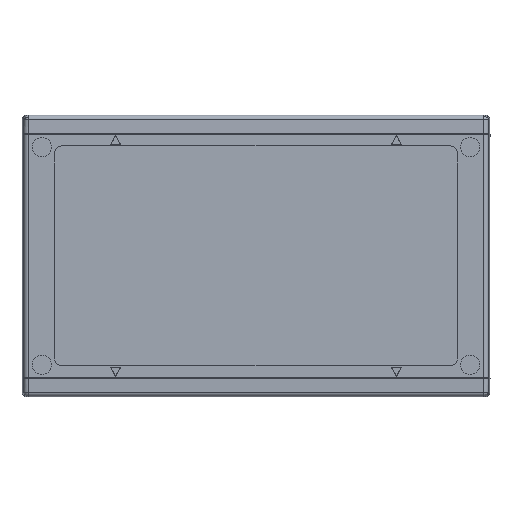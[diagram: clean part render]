
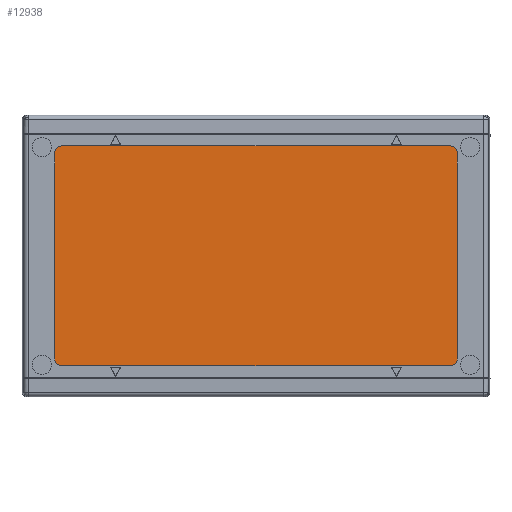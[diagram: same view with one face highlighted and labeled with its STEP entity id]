
A CAD part, top view. The second image highlights one B-rep face of the part: STEP entity #12938.
In plain terms, the highlighted planar face has unit normal (0, 0, 1).
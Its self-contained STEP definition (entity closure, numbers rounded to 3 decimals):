
#3301 = LINE ( 'NONE', #97532, #80916 ) ;
#5012 = LINE ( 'NONE', #191309, #124164 ) ;
#5196 = DIRECTION ( 'NONE',  ( -1., 0., 0. ) ) ;
#11332 = CARTESIAN_POINT ( 'NONE',  ( 198.347, 145.801, 1.605 ) ) ;
#12181 = CIRCLE ( 'NONE', #39395, 3. ) ;
#12938 = ADVANCED_FACE ( 'NONE', ( #164656 ), #181057, .T. ) ;
#14073 = CARTESIAN_POINT ( 'NONE',  ( 32.347, 54.801, 1.605 ) ) ;
#29614 = DIRECTION ( 'NONE',  ( -1., 0., 0. ) ) ;
#35264 = CIRCLE ( 'NONE', #150587, 3. ) ;
#35624 = ORIENTED_EDGE ( 'NONE', *, *, #138050, .T. ) ;
#37394 = CIRCLE ( 'NONE', #165658, 3. ) ;
#37970 = CARTESIAN_POINT ( 'NONE',  ( 198.347, 51.801, 1.605 ) ) ;
#39395 = AXIS2_PLACEMENT_3D ( 'NONE', #164598, #71345, #180223 ) ;
#41794 = CARTESIAN_POINT ( 'NONE',  ( 32.347, 51.801, 1.605 ) ) ;
#45198 = VERTEX_POINT ( 'NONE', #146110 ) ;
#48080 = VECTOR ( 'NONE', #197383, 1000. ) ;
#48924 = CARTESIAN_POINT ( 'NONE',  ( 29.347, 142.801, 1.605 ) ) ;
#54269 = DIRECTION ( 'NONE',  ( 0., 0., 1. ) ) ;
#56959 = AXIS2_PLACEMENT_3D ( 'NONE', #84980, #193791, #100679 ) ;
#65897 = ORIENTED_EDGE ( 'NONE', *, *, #180082, .T. ) ;
#71345 = DIRECTION ( 'NONE',  ( 0., 0., 1. ) ) ;
#72646 = VERTEX_POINT ( 'NONE', #180684 ) ;
#75961 = EDGE_CURVE ( 'NONE', #45198, #118534, #12181, .T. ) ;
#78473 = ORIENTED_EDGE ( 'NONE', *, *, #82654, .T. ) ;
#80916 = VECTOR ( 'NONE', #191338, 1000. ) ;
#82654 = EDGE_CURVE ( 'NONE', #72646, #144319, #37394, .T. ) ;
#84980 = CARTESIAN_POINT ( 'NONE',  ( 198.347, 54.801, 1.605 ) ) ;
#85191 = CARTESIAN_POINT ( 'NONE',  ( 32.347, 51.801, 1.605 ) ) ;
#87831 = DIRECTION ( 'NONE',  ( 0., 0., 1. ) ) ;
#89247 = CARTESIAN_POINT ( 'NONE',  ( 201.347, 142.801, 1.605 ) ) ;
#92567 = VERTEX_POINT ( 'NONE', #129544 ) ;
#97420 = DIRECTION ( 'NONE',  ( 0., -1., 0. ) ) ;
#97532 = CARTESIAN_POINT ( 'NONE',  ( 201.347, 54.801, 1.605 ) ) ;
#100679 = DIRECTION ( 'NONE',  ( -1., 0., 0. ) ) ;
#107454 = VERTEX_POINT ( 'NONE', #11332 ) ;
#108360 = ORIENTED_EDGE ( 'NONE', *, *, #138937, .T. ) ;
#111521 = ORIENTED_EDGE ( 'NONE', *, *, #160304, .T. ) ;
#114613 = AXIS2_PLACEMENT_3D ( 'NONE', #118621, #87831, #196646 ) ;
#118534 = VERTEX_POINT ( 'NONE', #48924 ) ;
#118621 = CARTESIAN_POINT ( 'NONE',  ( 115.347, 98.801, 1.605 ) ) ;
#122780 = DIRECTION ( 'NONE',  ( 0., 0., 1. ) ) ;
#124164 = VECTOR ( 'NONE', #5196, 1000. ) ;
#128371 = CIRCLE ( 'NONE', #56959, 3. ) ;
#129544 = CARTESIAN_POINT ( 'NONE',  ( 201.347, 54.801, 1.605 ) ) ;
#132171 = VECTOR ( 'NONE', #97420, 1000. ) ;
#132491 = EDGE_CURVE ( 'NONE', #144319, #184869, #172155, .T. ) ;
#138050 = EDGE_CURVE ( 'NONE', #181731, #107454, #35264, .T. ) ;
#138937 = EDGE_CURVE ( 'NONE', #118534, #72646, #178406, .T. ) ;
#141249 = ORIENTED_EDGE ( 'NONE', *, *, #132491, .T. ) ;
#144319 = VERTEX_POINT ( 'NONE', #85191 ) ;
#146110 = CARTESIAN_POINT ( 'NONE',  ( 32.347, 145.801, 1.605 ) ) ;
#147466 = CARTESIAN_POINT ( 'NONE',  ( 198.347, 142.801, 1.605 ) ) ;
#150587 = AXIS2_PLACEMENT_3D ( 'NONE', #147466, #54269, #163092 ) ;
#160304 = EDGE_CURVE ( 'NONE', #184869, #92567, #128371, .T. ) ;
#161059 = EDGE_LOOP ( 'NONE', ( #171429, #108360, #78473, #141249, #111521, #180542, #35624, #65897 ) ) ;
#163092 = DIRECTION ( 'NONE',  ( -1., 0., 0. ) ) ;
#164598 = CARTESIAN_POINT ( 'NONE',  ( 32.347, 142.801, 1.605 ) ) ;
#164656 = FACE_OUTER_BOUND ( 'NONE', #161059, .T. ) ;
#165658 = AXIS2_PLACEMENT_3D ( 'NONE', #14073, #122780, #29614 ) ;
#171429 = ORIENTED_EDGE ( 'NONE', *, *, #75961, .T. ) ;
#172155 = LINE ( 'NONE', #41794, #48080 ) ;
#178406 = LINE ( 'NONE', #190551, #132171 ) ;
#178724 = EDGE_CURVE ( 'NONE', #92567, #181731, #3301, .T. ) ;
#180082 = EDGE_CURVE ( 'NONE', #107454, #45198, #5012, .T. ) ;
#180223 = DIRECTION ( 'NONE',  ( -1., 0., 0. ) ) ;
#180542 = ORIENTED_EDGE ( 'NONE', *, *, #178724, .T. ) ;
#180684 = CARTESIAN_POINT ( 'NONE',  ( 29.347, 54.801, 1.605 ) ) ;
#181057 = PLANE ( 'NONE',  #114613 ) ;
#181731 = VERTEX_POINT ( 'NONE', #89247 ) ;
#184869 = VERTEX_POINT ( 'NONE', #37970 ) ;
#190551 = CARTESIAN_POINT ( 'NONE',  ( 29.347, 142.801, 1.605 ) ) ;
#191309 = CARTESIAN_POINT ( 'NONE',  ( 198.347, 145.801, 1.605 ) ) ;
#191338 = DIRECTION ( 'NONE',  ( 0., 1., 0. ) ) ;
#193791 = DIRECTION ( 'NONE',  ( 0., 0., 1. ) ) ;
#196646 = DIRECTION ( 'NONE',  ( 0., -1., 0. ) ) ;
#197383 = DIRECTION ( 'NONE',  ( 1., 0., 0. ) ) ;
